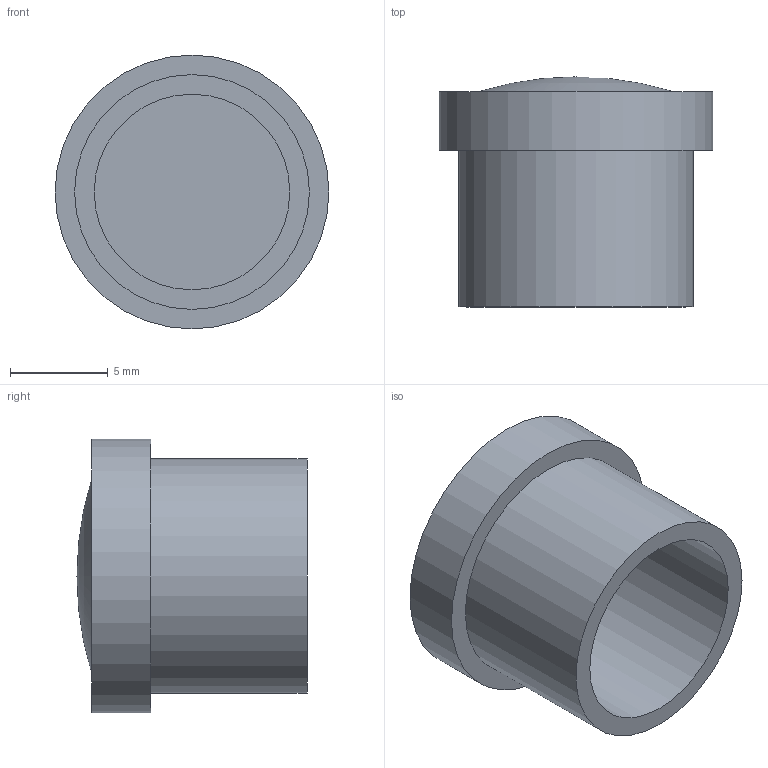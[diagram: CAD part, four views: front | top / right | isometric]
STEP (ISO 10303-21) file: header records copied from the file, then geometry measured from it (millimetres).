
FILE_DESCRIPTION(/* description */ (''),/* implementation_level */ '2;1');
FILE_NAME(/* name */ 'm12-120-lens.stp',/* author */ (''),/* organization */ ('MAXLABIO INC.'),/* authorisation */ '');
FILE_SCHEMA (('AUTOMOTIVE_DESIGN { 1 0 10303 214 3 1 1 }'));
Length unit declared in the file: millimetre
Products named in the file (3): m12-120-lens; tube; glass
Assembly tree (2 placements, depth 2):
  m12-120-lens
    tube
    glass
Bounding box: 14 x 11.76 x 14 mm (x, y, z)
Volume: 768.3 mm3; surface area: 1183.1 mm2
Topology: 2 solids, 2 shells, 9 faces, 21 edges, 16 vertices
Faces by surface type: cylinder 4, plane 4, sphere 1
Full cylindrical faces by diameter (mm): 10 x2, 12 x1, 14 x1
Entity records: 392 total; most frequent: DIRECTION 64, CARTESIAN_POINT 50, ORIENTED_EDGE 40, AXIS2_PLACEMENT_3D 30, EDGE_CURVE 20, CIRCLE 16, VERTEX_POINT 16, EDGE_LOOP 12
